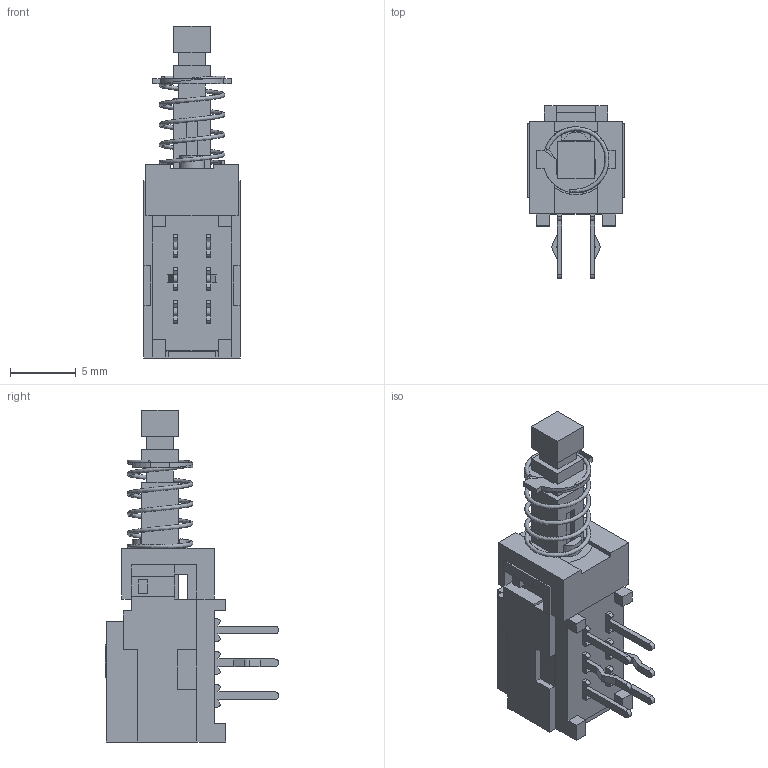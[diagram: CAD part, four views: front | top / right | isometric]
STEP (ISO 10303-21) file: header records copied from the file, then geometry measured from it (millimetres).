
FILE_DESCRIPTION(/* description */ (''),/* implementation_level */ '2;1');
FILE_NAME(/* name */ 'PBH2UxxSNPNAGV.stp',/* time_stamp */ '2025-05-28T10:07:46-05:00',/* author */ ('mroman'),/* organization */ (''),/* preprocessor_version */ 'ST-DEVELOPER v18.1',/* originating_system */ 'Autodesk Inventor 2022',/* authorisation */ '');
FILE_SCHEMA (('AUTOMOTIVE_DESIGN { 1 0 10303 214 3 1 1 }'));
Length unit declared in the file: centimetre
Products named in the file (1): PBH2UxxSNPNAGV
Bounding box: 7.3 x 13.15 x 25.2 mm (x, y, z)
Volume: 582.1 mm3; surface area: 1289.9 mm2
Topology: 1 solids, 1 shells, 328 faces, 948 edges, 616 vertices
Faces by surface type: plane 282, cylinder 44, bspline 2
Entity records: 11594 total; most frequent: CARTESIAN_POINT 2860, ORIENTED_EDGE 1896, DIRECTION 1684, EDGE_CURVE 948, LINE 838, VECTOR 838, VERTEX_POINT 616, AXIS2_PLACEMENT_3D 423
